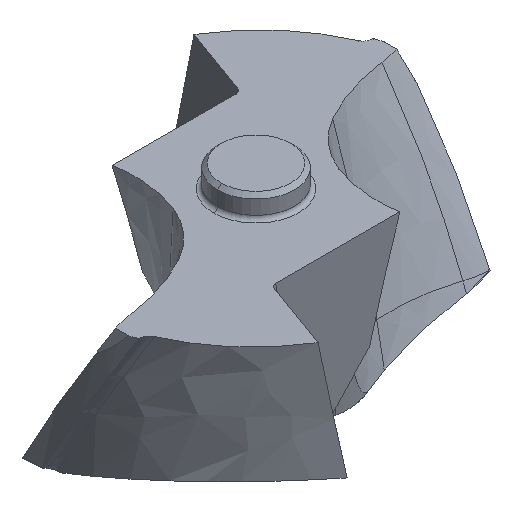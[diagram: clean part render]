
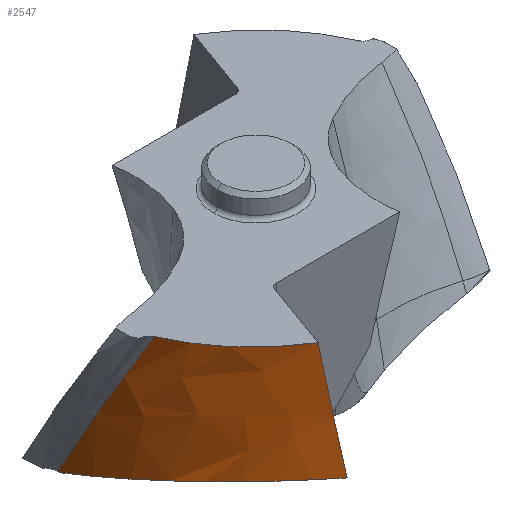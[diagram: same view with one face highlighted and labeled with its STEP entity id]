
A CAD part, isometric view. The second image highlights one B-rep face of the part: STEP entity #2547.
In plain terms, the highlighted free-form (B-spline) face has degree [3, 3] with [7, 5] control points.
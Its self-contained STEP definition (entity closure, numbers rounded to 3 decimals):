
#155=CARTESIAN_POINT('',(-3.967,-6.368,
0.));
#156=CARTESIAN_POINT('',(-4.515,-6.038,
0.));
#157=CARTESIAN_POINT('',(-5.715,-5.085,
0.));
#158=CARTESIAN_POINT('',(-6.575,-3.803,
0.));
#159=CARTESIAN_POINT('',(-6.929,-2.998,
0.));
#390=CARTESIAN_POINT('',(-7.551,0.,
-5.755));
#391=CARTESIAN_POINT('',(-7.551,-0.192,
-5.681));
#392=CARTESIAN_POINT('',(-7.536,-0.578,
-5.537));
#393=CARTESIAN_POINT('',(-7.473,-1.143,
-5.341));
#394=CARTESIAN_POINT('',(-7.355,-1.741,
-5.152));
#395=CARTESIAN_POINT('',(-7.198,-2.302,
-4.992));
#396=CARTESIAN_POINT('',(-6.975,-2.901,
-4.841));
#397=CARTESIAN_POINT('',(-6.7,-3.477,
-4.718));
#398=CARTESIAN_POINT('',(-6.391,-4.002,
-4.627));
#399=CARTESIAN_POINT('',(-6.039,-4.503,
-4.561));
#400=CARTESIAN_POINT('',(-5.657,-4.962,
-4.523));
#401=CARTESIAN_POINT('',(-5.234,-5.393,
-4.51));
#402=CARTESIAN_POINT('',(-4.798,-5.772,
-4.522));
#403=CARTESIAN_POINT('',(-4.312,-6.133,
-4.559));
#404=CARTESIAN_POINT('',(-3.801,-6.452,
-4.621));
#405=CARTESIAN_POINT('',(-3.419,-6.652,
-4.683));
#406=CARTESIAN_POINT('',(-3.219,-6.745,
-4.72));
#762=CARTESIAN_POINT('',(-7.549,0.146,
-5.775));
#782=CARTESIAN_POINT('',(-7.551,0.,
-5.755));
#783=CARTESIAN_POINT('',(-7.551,0.016,
-5.757));
#784=CARTESIAN_POINT('',(-7.551,0.049,
-5.762));
#785=CARTESIAN_POINT('',(-7.55,0.097,
-5.768));
#786=CARTESIAN_POINT('',(-7.55,0.129,
-5.773));
#787=CARTESIAN_POINT('',(-7.549,0.146,
-5.775));
#789=CARTESIAN_POINT('',(-7.549,0.146,
-5.775));
#790=CARTESIAN_POINT('',(-7.567,-0.468,
-4.642));
#791=CARTESIAN_POINT('',(-7.459,-1.533,
-2.717));
#792=CARTESIAN_POINT('',(-7.111,-2.579,
-0.792));
#793=CARTESIAN_POINT('',(-6.929,-2.998,
0.));
#795=CARTESIAN_POINT('',(-3.967,-6.368,
0.));
#796=CARTESIAN_POINT('',(-3.907,-6.389,
-0.363));
#797=CARTESIAN_POINT('',(-3.793,-6.428,
-1.047));
#798=CARTESIAN_POINT('',(-3.645,-6.486,
-1.947));
#799=CARTESIAN_POINT('',(-3.519,-6.545,
-2.73));
#800=CARTESIAN_POINT('',(-3.409,-6.606,
-3.439));
#801=CARTESIAN_POINT('',(-3.309,-6.672,
-4.098));
#802=CARTESIAN_POINT('',(-3.248,-6.72,
-4.516));
#803=CARTESIAN_POINT('',(-3.219,-6.745,
-4.72));
#1015=CARTESIAN_POINT('',(-3.967,-6.368,
0.));
#1016=VERTEX_POINT('',#1015);
#1017=VERTEX_POINT('',#159);
#1046=CARTESIAN_POINT('',(-7.551,0.,
-5.755));
#1047=VERTEX_POINT('',#1046);
#1048=VERTEX_POINT('',#406);
#1069=VERTEX_POINT('',#762);
#2503=CARTESIAN_POINT('',(-3.537,-6.666,
-5.833));
#2504=CARTESIAN_POINT('',(-3.083,-6.811,
-4.681));
#2505=CARTESIAN_POINT('',(-2.165,-7.084,
-2.718));
#2506=CARTESIAN_POINT('',(-0.999,-7.336,
-0.755));
#2507=CARTESIAN_POINT('',(-0.476,-7.429,
0.055));
#2508=CARTESIAN_POINT('',(-3.625,-6.619,
-5.833));
#2509=CARTESIAN_POINT('',(-3.173,-6.773,
-4.681));
#2510=CARTESIAN_POINT('',(-2.258,-7.06,
-2.718));
#2511=CARTESIAN_POINT('',(-1.095,-7.326,
-0.755));
#2512=CARTESIAN_POINT('',(-0.574,-7.424,
0.055));
#2513=CARTESIAN_POINT('',(-4.494,-6.137,
-5.833));
#2514=CARTESIAN_POINT('',(-4.063,-6.372,
-4.681));
#2515=CARTESIAN_POINT('',(-3.184,-6.799,
-2.718));
#2516=CARTESIAN_POINT('',(-2.056,-7.204,
-0.755));
#2517=CARTESIAN_POINT('',(-1.55,-7.36,
0.055));
#2518=CARTESIAN_POINT('',(-5.957,-4.894,
-5.833));
#2519=CARTESIAN_POINT('',(-5.596,-5.276,
-4.681));
#2520=CARTESIAN_POINT('',(-4.837,-5.953,
-2.718));
#2521=CARTESIAN_POINT('',(-3.829,-6.609,
-0.755));
#2522=CARTESIAN_POINT('',(-3.372,-6.869,
0.055));
#2523=CARTESIAN_POINT('',(-7.303,-2.49,
-5.833));
#2524=CARTESIAN_POINT('',(-7.111,-3.035,
-4.681));
#2525=CARTESIAN_POINT('',(-6.638,-3.989,
-2.718));
#2526=CARTESIAN_POINT('',(-5.917,-4.922,
-0.755));
#2527=CARTESIAN_POINT('',(-5.578,-5.296,
0.055));
#2528=CARTESIAN_POINT('',(-7.578,-0.663,
-5.833));
#2529=CARTESIAN_POINT('',(-7.529,-1.271,
-4.681));
#2530=CARTESIAN_POINT('',(-7.303,-2.33,
-2.718));
#2531=CARTESIAN_POINT('',(-6.827,-3.368,
-0.755));
#2532=CARTESIAN_POINT('',(-6.59,-3.786,
0.055));
#2533=CARTESIAN_POINT('',(-7.546,0.259,
-5.833));
#2534=CARTESIAN_POINT('',(-7.574,-0.366,
-4.681));
#2535=CARTESIAN_POINT('',(-7.477,-1.455,
-2.718));
#2536=CARTESIAN_POINT('',(-7.132,-2.524,
-0.755));
#2537=CARTESIAN_POINT('',(-6.948,-2.954,
0.055));
#2538=B_SPLINE_SURFACE_WITH_KNOTS('',3,3,((#2503,#2504,#2505,#2506,#2507),
(#2508,#2509,#2510,#2511,#2512),(#2513,#2514,#2515,#2516,#2517),(#2518,#2519,
#2520,#2521,#2522),(#2523,#2524,#2525,#2526,#2527),(#2528,#2529,#2530,#2531,
#2532),(#2533,#2534,#2535,#2536,#2537)),.UNSPECIFIED.,.F.,.F.,.F.,(4,1,1,1,4),
(4,1,4),(0.222,0.25,0.5,0.75,1.008),(
0.066,4.058,6.864),.UNSPECIFIED.);
#2539=ORIENTED_EDGE('',*,*,#1717,.F.);
#2540=ORIENTED_EDGE('',*,*,#1767,.T.);
#2541=ORIENTED_EDGE('',*,*,#2491,.T.);
#2542=ORIENTED_EDGE('',*,*,#1356,.F.);
#2544=ORIENTED_EDGE('',*,*,#2543,.T.);
#2545=EDGE_LOOP('',(#2539,#2540,#2541,#2542,#2544));
#2546=FACE_OUTER_BOUND('',#2545,.F.);
#160=B_SPLINE_CURVE_WITH_KNOTS('',3,(#155,#156,#157,#158,#159),.UNSPECIFIED.,
.F.,.F.,(4,1,4),(0.,0.421,1.),.UNSPECIFIED.);
#407=B_SPLINE_CURVE_WITH_KNOTS('',3,(#390,#391,#392,#393,#394,#395,#396,#397,
#398,#399,#400,#401,#402,#403,#404,#405,#406),.UNSPECIFIED.,.F.,.F.,(4,1,1,1,1,
1,1,1,1,1,1,1,1,1,4),(0.,0.071,0.143,
0.214,0.286,0.357,0.429,0.5,
0.571,0.643,0.714,0.786,
0.857,0.929,1.),.UNSPECIFIED.);
#788=B_SPLINE_CURVE_WITH_KNOTS('',3,(#782,#783,#784,#785,#786,#787),
.UNSPECIFIED.,.F.,.F.,(4,1,1,4),(0.,0.333,0.667,1.),
.UNSPECIFIED.);
#794=B_SPLINE_CURVE_WITH_KNOTS('',3,(#789,#790,#791,#792,#793),.UNSPECIFIED.,
.F.,.F.,(4,1,4),(0.,0.589,1.),.UNSPECIFIED.);
#804=B_SPLINE_CURVE_WITH_KNOTS('',3,(#795,#796,#797,#798,#799,#800,#801,#802,
#803),.UNSPECIFIED.,.F.,.F.,(4,1,1,1,1,1,4),(0.,0.167,
0.333,0.5,0.667,0.833,1.),
.UNSPECIFIED.);
#1356=EDGE_CURVE('',#1016,#1017,#160,.T.);
#1717=EDGE_CURVE('',#1047,#1048,#407,.T.);
#1767=EDGE_CURVE('',#1047,#1069,#788,.T.);
#2491=EDGE_CURVE('',#1069,#1017,#794,.T.);
#2543=EDGE_CURVE('',#1016,#1048,#804,.T.);
#2547=ADVANCED_FACE('',(#2546),#2538,.F.);
